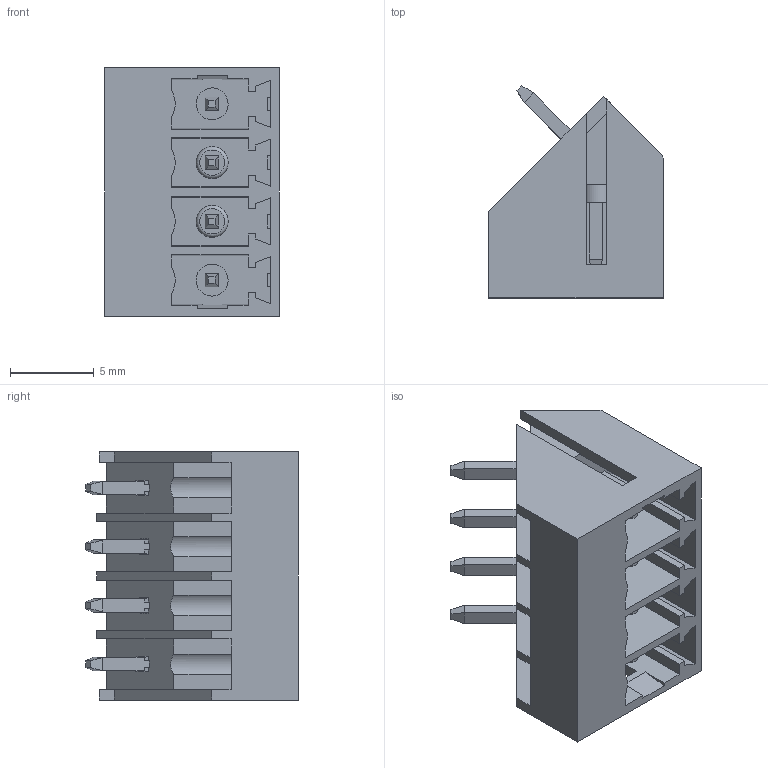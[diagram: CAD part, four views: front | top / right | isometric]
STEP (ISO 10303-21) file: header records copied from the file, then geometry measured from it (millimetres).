
FILE_DESCRIPTION(/* description */ (''),/* implementation_level */ '2;1');
FILE_NAME(/* name */ '15EDGLC-3.5-04P-1Y-00A(H).stp',/* time_stamp */ '2020-05-25T14:30:44+08:00',/* author */ (''),/* organization */ (''),/* preprocessor_version */ 'ST-DEVELOPER v14',/* originating_system */ 'SIEMENS PLM Software NX 8.0',/* authorisation */ '');
FILE_SCHEMA (('AP203_CONFIGURATION_CONTROLLED_3D_DESIGN_OF_MECHANICAL_PARTS_AND_ASSEMBLIES_MIM_LF { 1 0 10303 403 2 1 2}'));
Length unit declared in the file: millimetre
Products named in the file (1): Admi0C988067vi00
Bounding box: 10.4 x 12.64 x 14.8 mm (x, y, z)
Volume: 686.3 mm3; surface area: 1708.9 mm2
Topology: 1 solids, 1 shells, 577 faces, 1618 edges, 1064 vertices
Faces by surface type: plane 560, cylinder 13, extrusion 2, torus 2
Full cylindrical faces by diameter (mm): 1.9 x4
Entity records: 18850 total; most frequent: CARTESIAN_POINT 5056, ORIENTED_EDGE 3220, DIRECTION 2214, EDGE_CURVE 1610, VERTEX_POINT 1062, VECTOR 1018, LINE 1016, EDGE_LOOP 608
